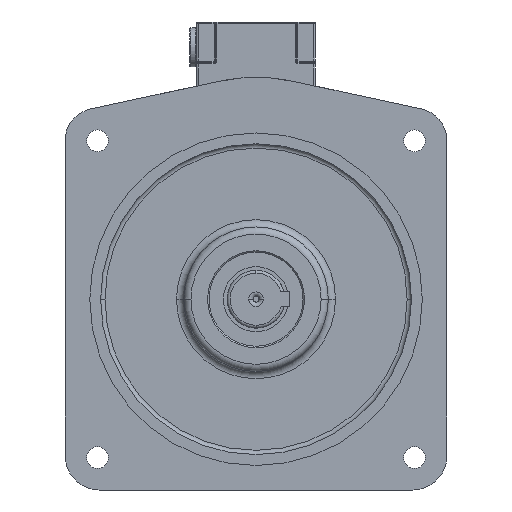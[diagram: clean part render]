
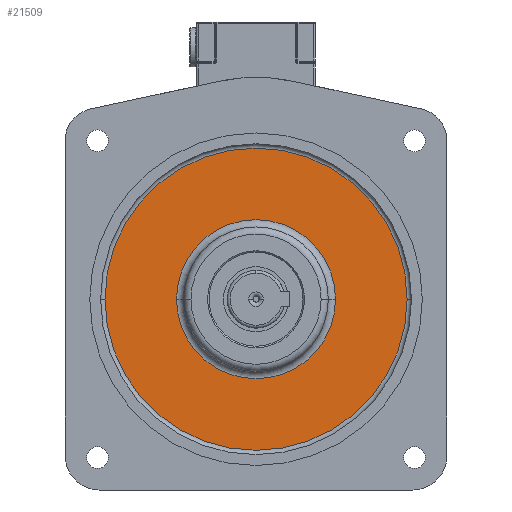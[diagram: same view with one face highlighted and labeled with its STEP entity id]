
A CAD part, left-side view. The second image highlights one B-rep face of the part: STEP entity #21509.
In plain terms, the highlighted planar face has unit normal (-1, 0, 0).
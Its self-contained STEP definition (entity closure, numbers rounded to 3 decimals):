
#335 = CARTESIAN_POINT ( 'NONE',  ( 0., -55., -36.04 ) ) ;
#2048 = EDGE_CURVE ( 'NONE', #20558, #36765, #14447, .T. ) ;
#2422 = AXIS2_PLACEMENT_3D ( 'NONE', #29845, #23531, #14816 ) ;
#3314 = VERTEX_POINT ( 'NONE', #10714 ) ;
#4075 = CARTESIAN_POINT ( 'NONE',  ( 0., 0., -36.04 ) ) ;
#4556 = AXIS2_PLACEMENT_3D ( 'NONE', #17503, #10937, #32200 ) ;
#5505 = CIRCLE ( 'NONE', #2422, 104.5 ) ;
#5763 = CIRCLE ( 'NONE', #4556, 104.5 ) ;
#6188 = CIRCLE ( 'NONE', #27771, 55. ) ;
#7654 = AXIS2_PLACEMENT_3D ( 'NONE', #4075, #12938, #13702 ) ;
#7753 = CARTESIAN_POINT ( 'NONE',  ( 0., 0., 0. ) ) ;
#7806 = DIRECTION ( 'NONE',  ( 0., 1., 0. ) ) ;
#10692 = DIRECTION ( 'NONE',  ( -1., 0., 0. ) ) ;
#10714 = CARTESIAN_POINT ( 'NONE',  ( 0., -104.5, -36.04 ) ) ;
#10937 = DIRECTION ( 'NONE',  ( 1., 0., 0. ) ) ;
#11032 = DIRECTION ( 'NONE',  ( 1., 0., 0. ) ) ;
#12938 = DIRECTION ( 'NONE',  ( -1., 0., 0. ) ) ;
#13702 = DIRECTION ( 'NONE',  ( 0., -1., 0. ) ) ;
#14447 = CIRCLE ( 'NONE', #7654, 55. ) ;
#14816 = DIRECTION ( 'NONE',  ( 0., -1., 0. ) ) ;
#15384 = EDGE_CURVE ( 'NONE', #36765, #20558, #6188, .T. ) ;
#16638 = EDGE_CURVE ( 'NONE', #3314, #20219, #5505, .T. ) ;
#16713 = CARTESIAN_POINT ( 'NONE',  ( 0., 0., -36.04 ) ) ;
#16842 = FACE_OUTER_BOUND ( 'NONE', #35017, .T. ) ;
#17503 = CARTESIAN_POINT ( 'NONE',  ( 0., 0., -36.04 ) ) ;
#19601 = AXIS2_PLACEMENT_3D ( 'NONE', #7753, #11032, #31118 ) ;
#20219 = VERTEX_POINT ( 'NONE', #34771 ) ;
#20558 = VERTEX_POINT ( 'NONE', #335 ) ;
#21509 = ADVANCED_FACE ( 'NONE', ( #37481, #16842 ), #37681, .F. ) ;
#23531 = DIRECTION ( 'NONE',  ( 1., 0., 0. ) ) ;
#23591 = EDGE_LOOP ( 'NONE', ( #34722, #36607 ) ) ;
#27771 = AXIS2_PLACEMENT_3D ( 'NONE', #16713, #10692, #7806 ) ;
#28182 = ORIENTED_EDGE ( 'NONE', *, *, #35179, .F. ) ;
#29845 = CARTESIAN_POINT ( 'NONE',  ( 0., 0., -36.04 ) ) ;
#31118 = DIRECTION ( 'NONE',  ( 0., 1., 0. ) ) ;
#31699 = ORIENTED_EDGE ( 'NONE', *, *, #16638, .F. ) ;
#32200 = DIRECTION ( 'NONE',  ( 0., 1., 0. ) ) ;
#34722 = ORIENTED_EDGE ( 'NONE', *, *, #15384, .F. ) ;
#34771 = CARTESIAN_POINT ( 'NONE',  ( 0., 104.5, -36.04 ) ) ;
#35017 = EDGE_LOOP ( 'NONE', ( #31699, #28182 ) ) ;
#35179 = EDGE_CURVE ( 'NONE', #20219, #3314, #5763, .T. ) ;
#35506 = CARTESIAN_POINT ( 'NONE',  ( 0., 55., -36.04 ) ) ;
#36607 = ORIENTED_EDGE ( 'NONE', *, *, #2048, .F. ) ;
#36765 = VERTEX_POINT ( 'NONE', #35506 ) ;
#37481 = FACE_BOUND ( 'NONE', #23591, .T. ) ;
#37681 = PLANE ( 'NONE',  #19601 ) ;
